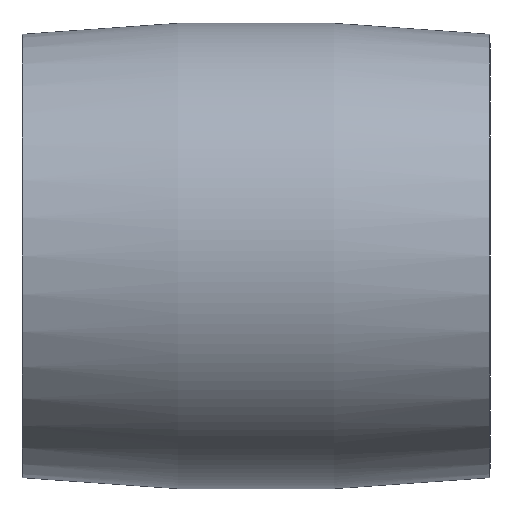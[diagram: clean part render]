
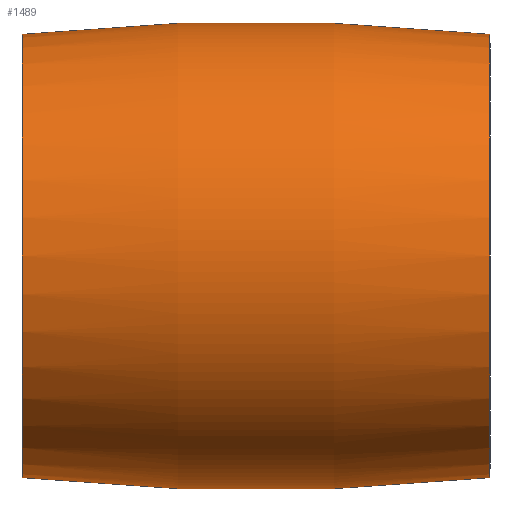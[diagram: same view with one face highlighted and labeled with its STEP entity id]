
A CAD part, front view. The second image highlights one B-rep face of the part: STEP entity #1489.
In plain terms, the highlighted toroidal (fillet/blend) face has major radius 162 mm and minor radius 181 mm.
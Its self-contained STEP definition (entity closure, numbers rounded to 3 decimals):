
#25 = VERTEX_POINT ( 'NONE', #1329 ) ;
#62 = CIRCLE ( 'NONE', #2430, 181. ) ;
#109 = CIRCLE ( 'NONE', #2703, 18. ) ;
#306 = CARTESIAN_POINT ( 'NONE',  ( 0., 0., 162. ) ) ;
#350 = ORIENTED_EDGE ( 'NONE', *, *, #768, .F. ) ;
#388 = CARTESIAN_POINT ( 'NONE',  ( 19., 0., 0. ) ) ;
#490 = CIRCLE ( 'NONE', #1784, 181. ) ;
#529 = CARTESIAN_POINT ( 'NONE',  ( -19., 0., 0. ) ) ;
#596 = CIRCLE ( 'NONE', #2622, 18. ) ;
#600 = VERTEX_POINT ( 'NONE', #1175 ) ;
#608 = EDGE_LOOP ( 'NONE', ( #350, #1501, #900, #2603 ) ) ;
#710 = DIRECTION ( 'NONE',  ( 0., 1., 0. ) ) ;
#768 = EDGE_CURVE ( 'NONE', #600, #25, #490, .T. ) ;
#810 = VERTEX_POINT ( 'NONE', #1555 ) ;
#900 = ORIENTED_EDGE ( 'NONE', *, *, #1353, .T. ) ;
#901 = TOROIDAL_SURFACE ( 'NONE', #1636, -162., 181. ) ;
#947 = DIRECTION ( 'NONE',  ( -1., 0., 0. ) ) ;
#1143 = DIRECTION ( 'NONE',  ( 0., 0., -1. ) ) ;
#1175 = CARTESIAN_POINT ( 'NONE',  ( 19., 0., -18. ) ) ;
#1193 = DIRECTION ( 'NONE',  ( 0., 0., 1. ) ) ;
#1254 = DIRECTION ( 'NONE',  ( 0., 0., 1. ) ) ;
#1329 = CARTESIAN_POINT ( 'NONE',  ( -19., 0., -18. ) ) ;
#1353 = EDGE_CURVE ( 'NONE', #1919, #810, #62, .T. ) ;
#1474 = FACE_OUTER_BOUND ( 'NONE', #608, .T. ) ;
#1489 = ADVANCED_FACE ( 'NONE', ( #1474 ), #901, .T. ) ;
#1501 = ORIENTED_EDGE ( 'NONE', *, *, #2273, .T. ) ;
#1555 = CARTESIAN_POINT ( 'NONE',  ( -19., 0., 18. ) ) ;
#1569 = CARTESIAN_POINT ( 'NONE',  ( 19., 0., 18. ) ) ;
#1636 = AXIS2_PLACEMENT_3D ( 'NONE', #2047, #2668, #1193 ) ;
#1784 = AXIS2_PLACEMENT_3D ( 'NONE', #306, #710, #1990 ) ;
#1919 = VERTEX_POINT ( 'NONE', #1569 ) ;
#1990 = DIRECTION ( 'NONE',  ( 0., 0., 1. ) ) ;
#2047 = CARTESIAN_POINT ( 'NONE',  ( 0., 0., 0. ) ) ;
#2179 = DIRECTION ( 'NONE',  ( 0., 0., 1. ) ) ;
#2273 = EDGE_CURVE ( 'NONE', #600, #1919, #596, .T. ) ;
#2331 = CARTESIAN_POINT ( 'NONE',  ( 0., 0., -162. ) ) ;
#2430 = AXIS2_PLACEMENT_3D ( 'NONE', #2331, #2551, #1143 ) ;
#2479 = DIRECTION ( 'NONE',  ( -1., 0., 0. ) ) ;
#2551 = DIRECTION ( 'NONE',  ( 0., -1., 0. ) ) ;
#2603 = ORIENTED_EDGE ( 'NONE', *, *, #2623, .F. ) ;
#2622 = AXIS2_PLACEMENT_3D ( 'NONE', #388, #2479, #1254 ) ;
#2623 = EDGE_CURVE ( 'NONE', #25, #810, #109, .T. ) ;
#2668 = DIRECTION ( 'NONE',  ( -1., 0., 0. ) ) ;
#2703 = AXIS2_PLACEMENT_3D ( 'NONE', #529, #947, #2179 ) ;
